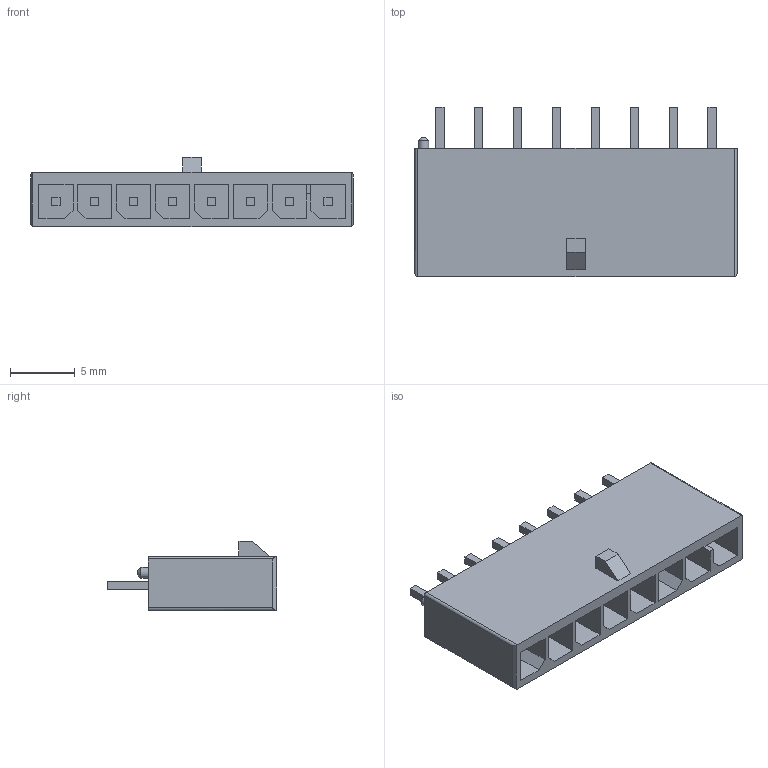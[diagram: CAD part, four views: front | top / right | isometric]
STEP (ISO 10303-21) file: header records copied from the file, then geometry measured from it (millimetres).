
FILE_DESCRIPTION(/* description */ (''),/* implementation_level */ '2;1');
FILE_NAME(/* name */ '2165712008wbm000_03_214.stp',/* time_stamp */ '2023-10-30T13:17:28+06:00',/* author */ (''),/* organization */ (''),/* preprocessor_version */ 'ST-DEVELOPER v16.7',/* originating_system */ 'SIEMENS PLM Software NX 1919',/* authorisation */ '');
FILE_SCHEMA (('AUTOMOTIVE_DESIGN { 1 0 10303 214 3 1 1 1 }'));
Length unit declared in the file: millimetre
Products named in the file (1): 2165712008wbm000_03
Bounding box: 24.85 x 13.09 x 5.33 mm (x, y, z)
Volume: 695.2 mm3; surface area: 1473.4 mm2
Topology: 1 solids, 1 shells, 149 faces, 366 edges, 244 vertices
Faces by surface type: plane 143, cylinder 5, cone 1
Full cylindrical faces by diameter (mm): 0.83 x1
Entity records: 4320 total; most frequent: CARTESIAN_POINT 756, ORIENTED_EDGE 726, DIRECTION 678, EDGE_CURVE 363, LINE 348, VECTOR 348, VERTEX_POINT 243, EDGE_LOOP 176
